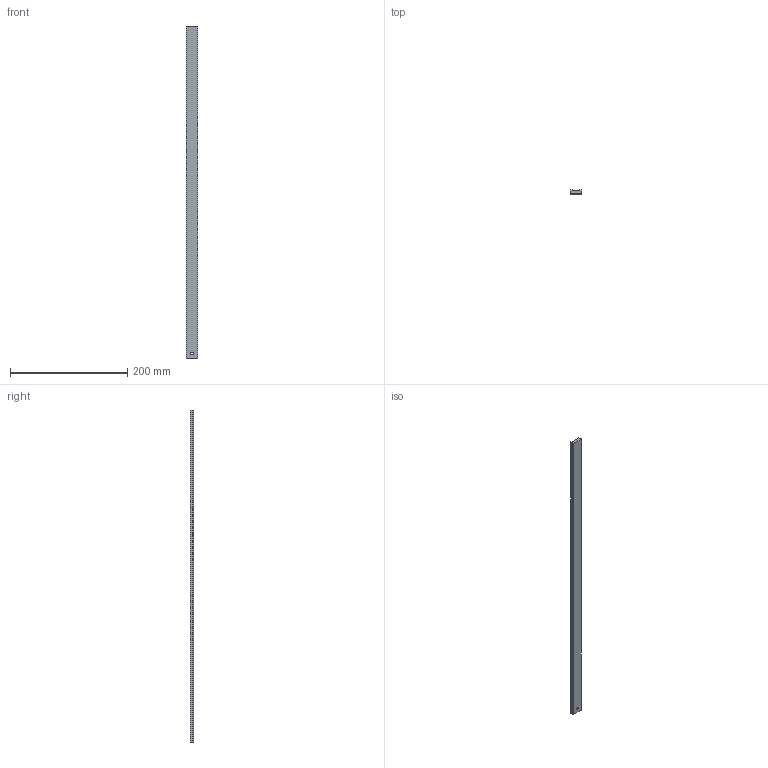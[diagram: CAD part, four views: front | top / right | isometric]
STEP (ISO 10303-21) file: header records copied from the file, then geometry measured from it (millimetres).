
FILE_DESCRIPTION (( 'STEP AP214' ), '1' );
FILE_NAME ('700-1500-018G.STEP', '2020-03-06T20:08:03', ( '' ), ( '' ), 'SwSTEP 2.0', 'SolidWorks 2019', '' );
FILE_SCHEMA (( 'AUTOMOTIVE_DESIGN' ));
Length unit declared in the file: inch
Products named in the file (2): 700-1500-018G; 150 extrusion-with glue grooves_22.25" with one hole
Assembly tree (1 placements, depth 2):
  700-1500-018G
    150 extrusion-with glue grooves_22.25" with one hole
Bounding box: 19.05 x 6.35 x 565.15 mm (x, y, z)
Volume: 58872.8 mm3; surface area: 33615 mm2
Topology: 1 solids, 1 shells, 24 faces, 66 edges, 44 vertices
Faces by surface type: plane 22, cylinder 2
Entity records: 858 total; most frequent: CARTESIAN_POINT 138, ORIENTED_EDGE 132, DIRECTION 126, EDGE_CURVE 66, VECTOR 62, LINE 62, VERTEX_POINT 44, AXIS2_PLACEMENT_3D 32
